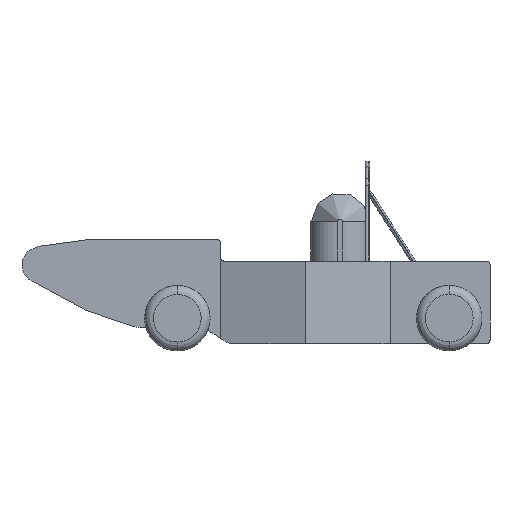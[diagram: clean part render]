
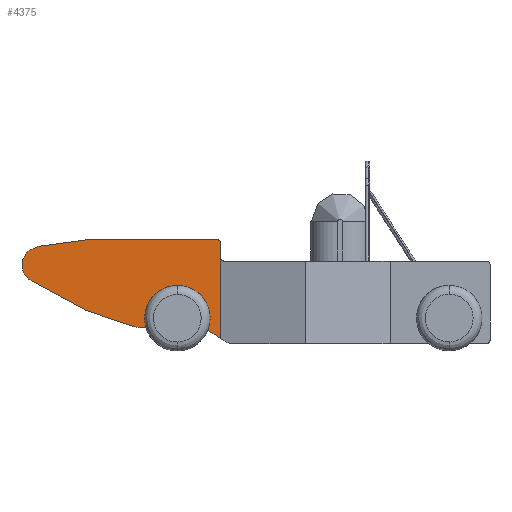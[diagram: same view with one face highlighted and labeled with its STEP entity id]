
A CAD part, front view. The second image highlights one B-rep face of the part: STEP entity #4375.
In plain terms, the highlighted planar face has unit normal (0, -1, 0).
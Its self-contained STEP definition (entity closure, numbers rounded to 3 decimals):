
#1114=CARTESIAN_POINT('Vertex',(243.03,-220.,520.)) ;
#1526=CARTESIAN_POINT('Vertex',(-241.519,-220.,130.168)) ;
#1529=CARTESIAN_POINT('Line Origine',(-371.611,-220.,173.696)) ;
#1533=CARTESIAN_POINT('Vertex',(-501.703,-220.,217.224)) ;
#1564=CARTESIAN_POINT('Vertex',(-209.789,-220.,125.)) ;
#1567=CARTESIAN_POINT('Axis2P3D Location',(-209.789,-220.,225.)) ;
#1595=CARTESIAN_POINT('Vertex',(121.074,-220.,125.)) ;
#1598=CARTESIAN_POINT('Line Origine',(-44.357,-220.,125.)) ;
#1615=CARTESIAN_POINT('Axis2P3D Location',(121.074,-220.,25.)) ;
#1619=CARTESIAN_POINT('Vertex',(176.318,-220.,108.355)) ;
#1662=CARTESIAN_POINT('Vertex',(243.03,-220.,64.142)) ;
#1665=CARTESIAN_POINT('Line Origine',(209.674,-220.,86.248)) ;
#1819=CARTESIAN_POINT('Line Origine',(243.03,-220.,560.)) ;
#1823=CARTESIAN_POINT('Vertex',(243.03,-220.,600.)) ;
#1861=CARTESIAN_POINT('Vertex',(223.03,-220.,620.)) ;
#1864=CARTESIAN_POINT('Axis2P3D Location',(223.03,-220.,600.)) ;
#1881=CARTESIAN_POINT('Line Origine',(-139.91,-220.,620.)) ;
#1885=CARTESIAN_POINT('Vertex',(-502.849,-220.,620.)) ;
#1923=CARTESIAN_POINT('Vertex',(-505.511,-220.,619.822)) ;
#1926=CARTESIAN_POINT('Axis2P3D Location',(-502.849,-220.,600.)) ;
#1961=CARTESIAN_POINT('Vertex',(-777.689,-220.,583.281)) ;
#1964=CARTESIAN_POINT('Line Origine',(-643.84,-220.,601.251)) ;
#1968=CARTESIAN_POINT('Vertex',(-509.992,-220.,619.221)) ;
#1971=CARTESIAN_POINT('Line Origine',(-507.751,-220.,619.521)) ;
#1990=CARTESIAN_POINT('Line Origine',(-794.239,-220.,576.76)) ;
#1994=CARTESIAN_POINT('Vertex',(-810.79,-220.,570.238)) ;
#2032=CARTESIAN_POINT('Vertex',(-821.846,-220.,389.319)) ;
#2035=CARTESIAN_POINT('Axis2P3D Location',(-774.13,-220.,477.2)) ;
#2058=CARTESIAN_POINT('Vertex',(-517.689,-220.,224.175)) ;
#2061=CARTESIAN_POINT('Line Origine',(-669.767,-220.,306.747)) ;
#2088=CARTESIAN_POINT('Axis2P3D Location',(-469.973,-220.,312.056)) ;
#3917=CARTESIAN_POINT('Axis2P3D Location',(1759.291,-220.,0.)) ;
#3958=CARTESIAN_POINT('Line Origine',(243.03,-220.,510.)) ;
#3962=CARTESIAN_POINT('Vertex',(243.03,-220.,500.)) ;
#3965=CARTESIAN_POINT('Line Origine',(243.03,-220.,462.741)) ;
#3969=CARTESIAN_POINT('Vertex',(243.03,-220.,425.482)) ;
#3972=CARTESIAN_POINT('Line Origine',(243.03,-220.,244.812)) ;
#1530=DIRECTION('Vector Direction',(0.948,0.,-0.317)) ;
#1568=DIRECTION('Axis2P3D Direction',(0.,1.,0.)) ;
#1599=DIRECTION('Vector Direction',(-1.,0.,0.)) ;
#1616=DIRECTION('Axis2P3D Direction',(0.,1.,0.)) ;
#1666=DIRECTION('Vector Direction',(-0.834,0.,0.552)) ;
#1820=DIRECTION('Vector Direction',(0.,0.,-1.)) ;
#1865=DIRECTION('Axis2P3D Direction',(-0.,1.,0.)) ;
#1882=DIRECTION('Vector Direction',(1.,0.,0.)) ;
#1927=DIRECTION('Axis2P3D Direction',(0.,1.,0.)) ;
#1965=DIRECTION('Vector Direction',(0.991,0.,0.133)) ;
#1972=DIRECTION('Vector Direction',(0.991,0.,0.133)) ;
#1991=DIRECTION('Vector Direction',(0.93,0.,0.367)) ;
#2036=DIRECTION('Axis2P3D Direction',(0.,1.,0.)) ;
#2062=DIRECTION('Vector Direction',(0.879,0.,-0.477)) ;
#2089=DIRECTION('Axis2P3D Direction',(0.,1.,0.)) ;
#3918=DIRECTION('Axis2P3D Direction',(0.,1.,-0.)) ;
#3919=DIRECTION('Axis2P3D XDirection',(-1.,0.,-0.)) ;
#3959=DIRECTION('Vector Direction',(0.,0.,-1.)) ;
#3966=DIRECTION('Vector Direction',(0.,0.,1.)) ;
#3973=DIRECTION('Vector Direction',(0.,0.,1.)) ;
#1569=AXIS2_PLACEMENT_3D('Circle Axis2P3D',#1567,#1568,$) ;
#1617=AXIS2_PLACEMENT_3D('Circle Axis2P3D',#1615,#1616,$) ;
#1866=AXIS2_PLACEMENT_3D('Circle Axis2P3D',#1864,#1865,$) ;
#1928=AXIS2_PLACEMENT_3D('Circle Axis2P3D',#1926,#1927,$) ;
#2037=AXIS2_PLACEMENT_3D('Circle Axis2P3D',#2035,#2036,$) ;
#2090=AXIS2_PLACEMENT_3D('Circle Axis2P3D',#2088,#2089,$) ;
#3920=AXIS2_PLACEMENT_3D('Plane Axis2P3D',#3917,#3918,#3919) ;
#4356=ORIENTED_EDGE('',*,*,#2092,.T.) ;
#4357=ORIENTED_EDGE('',*,*,#1535,.T.) ;
#4358=ORIENTED_EDGE('',*,*,#1571,.T.) ;
#4359=ORIENTED_EDGE('',*,*,#1602,.F.) ;
#4360=ORIENTED_EDGE('',*,*,#1621,.F.) ;
#4361=ORIENTED_EDGE('',*,*,#1669,.F.) ;
#4362=ORIENTED_EDGE('',*,*,#3976,.T.) ;
#4363=ORIENTED_EDGE('',*,*,#3971,.T.) ;
#4364=ORIENTED_EDGE('',*,*,#3964,.F.) ;
#4365=ORIENTED_EDGE('',*,*,#1825,.T.) ;
#4366=ORIENTED_EDGE('',*,*,#1868,.T.) ;
#4367=ORIENTED_EDGE('',*,*,#1887,.T.) ;
#4368=ORIENTED_EDGE('',*,*,#1930,.T.) ;
#4369=ORIENTED_EDGE('',*,*,#1975,.T.) ;
#4370=ORIENTED_EDGE('',*,*,#1970,.T.) ;
#4371=ORIENTED_EDGE('',*,*,#1996,.T.) ;
#4372=ORIENTED_EDGE('',*,*,#2039,.T.) ;
#4373=ORIENTED_EDGE('',*,*,#2065,.T.) ;
#1531=VECTOR('Line Direction',#1530,1.) ;
#1600=VECTOR('Line Direction',#1599,1.) ;
#1667=VECTOR('Line Direction',#1666,1.) ;
#1821=VECTOR('Line Direction',#1820,1.) ;
#1883=VECTOR('Line Direction',#1882,1.) ;
#1966=VECTOR('Line Direction',#1965,1.) ;
#1973=VECTOR('Line Direction',#1972,1.) ;
#1992=VECTOR('Line Direction',#1991,1.) ;
#2063=VECTOR('Line Direction',#2062,1.) ;
#3960=VECTOR('Line Direction',#3959,1.) ;
#3967=VECTOR('Line Direction',#3966,1.) ;
#3974=VECTOR('Line Direction',#3973,1.) ;
#4375=ADVANCED_FACE('PartBody',(#4374),#3921,.F.) ;
#1570=CIRCLE('generated circle',#1569,100.) ;
#1618=CIRCLE('generated circle',#1617,100.) ;
#1867=CIRCLE('generated circle',#1866,20.) ;
#1929=CIRCLE('generated circle',#1928,20.) ;
#2038=CIRCLE('generated circle',#2037,100.) ;
#2091=CIRCLE('generated circle',#2090,100.) ;
#1535=EDGE_CURVE('',#1534,#1527,#1532,.T.) ;
#1571=EDGE_CURVE('',#1527,#1565,#1570,.F.) ;
#1602=EDGE_CURVE('',#1596,#1565,#1601,.T.) ;
#1621=EDGE_CURVE('',#1620,#1596,#1618,.F.) ;
#1669=EDGE_CURVE('',#1663,#1620,#1668,.T.) ;
#1825=EDGE_CURVE('',#1115,#1824,#1822,.F.) ;
#1868=EDGE_CURVE('',#1824,#1862,#1867,.F.) ;
#1887=EDGE_CURVE('',#1862,#1886,#1884,.F.) ;
#1930=EDGE_CURVE('',#1886,#1924,#1929,.F.) ;
#1970=EDGE_CURVE('',#1969,#1962,#1967,.F.) ;
#1975=EDGE_CURVE('',#1924,#1969,#1974,.F.) ;
#1996=EDGE_CURVE('',#1962,#1995,#1993,.F.) ;
#2039=EDGE_CURVE('',#1995,#2033,#2038,.F.) ;
#2065=EDGE_CURVE('',#2033,#2059,#2064,.T.) ;
#2092=EDGE_CURVE('',#2059,#1534,#2091,.F.) ;
#3964=EDGE_CURVE('',#1115,#3963,#3961,.T.) ;
#3971=EDGE_CURVE('',#3970,#3963,#3968,.T.) ;
#3976=EDGE_CURVE('',#1663,#3970,#3975,.T.) ;
#4355=EDGE_LOOP('',(#4356,#4357,#4358,#4359,#4360,#4361,#4362,#4363,#4364,#4365,#4366,#4367,#4368,#4369,#4370,#4371,#4372,#4373)) ;
#4374=FACE_OUTER_BOUND('',#4355,.T.) ;
#1532=LINE('Line',#1529,#1531) ;
#1601=LINE('Line',#1598,#1600) ;
#1668=LINE('Line',#1665,#1667) ;
#1822=LINE('Line',#1819,#1821) ;
#1884=LINE('Line',#1881,#1883) ;
#1967=LINE('Line',#1964,#1966) ;
#1974=LINE('Line',#1971,#1973) ;
#1993=LINE('Line',#1990,#1992) ;
#2064=LINE('Line',#2061,#2063) ;
#3961=LINE('Line',#3958,#3960) ;
#3968=LINE('Line',#3965,#3967) ;
#3975=LINE('Line',#3972,#3974) ;
#3921=PLANE('',#3920) ;
#1115=VERTEX_POINT('',#1114) ;
#1527=VERTEX_POINT('',#1526) ;
#1534=VERTEX_POINT('',#1533) ;
#1565=VERTEX_POINT('',#1564) ;
#1596=VERTEX_POINT('',#1595) ;
#1620=VERTEX_POINT('',#1619) ;
#1663=VERTEX_POINT('',#1662) ;
#1824=VERTEX_POINT('',#1823) ;
#1862=VERTEX_POINT('',#1861) ;
#1886=VERTEX_POINT('',#1885) ;
#1924=VERTEX_POINT('',#1923) ;
#1962=VERTEX_POINT('',#1961) ;
#1969=VERTEX_POINT('',#1968) ;
#1995=VERTEX_POINT('',#1994) ;
#2033=VERTEX_POINT('',#2032) ;
#2059=VERTEX_POINT('',#2058) ;
#3963=VERTEX_POINT('',#3962) ;
#3970=VERTEX_POINT('',#3969) ;
